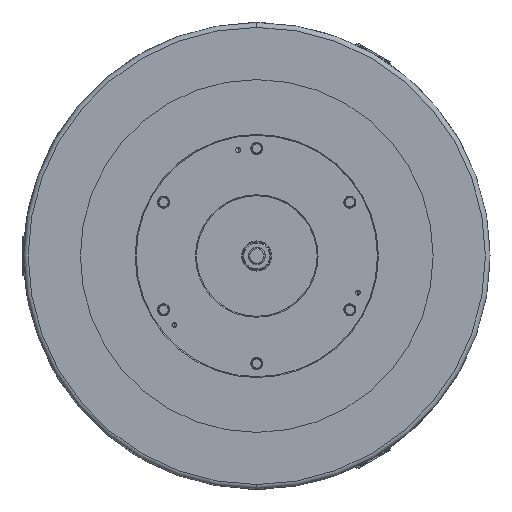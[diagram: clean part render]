
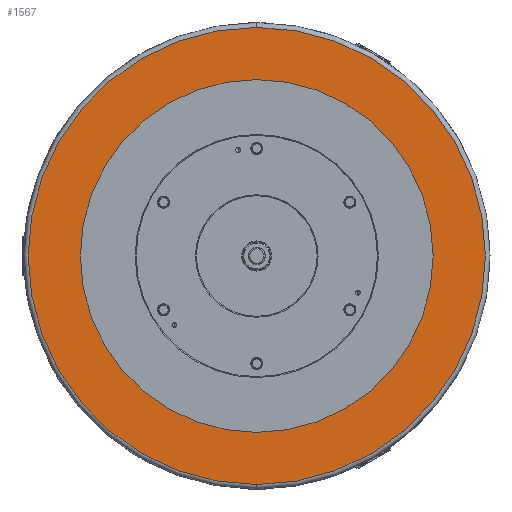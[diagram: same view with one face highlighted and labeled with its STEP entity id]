
A CAD part, left-side view. The second image highlights one B-rep face of the part: STEP entity #1567.
In plain terms, the highlighted planar face has unit normal (-1, 0, 0).
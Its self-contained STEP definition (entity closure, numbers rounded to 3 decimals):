
#4 = CARTESIAN_POINT ( 'NONE',  ( -183., 0., 0. ) ) ;
#146 = DIRECTION ( 'NONE',  ( -1., 0., 0. ) ) ;
#353 = PLANE ( 'NONE',  #17733 ) ;
#1326 = ORIENTED_EDGE ( 'NONE', *, *, #20687, .T. ) ;
#1360 = AXIS2_PLACEMENT_3D ( 'NONE', #4, #146, #2338 ) ;
#1567 = ADVANCED_FACE ( 'NONE', ( #8471, #12821 ), #353, .T. ) ;
#2338 = DIRECTION ( 'NONE',  ( 0., 0., 1. ) ) ;
#3691 = DIRECTION ( 'NONE',  ( 0., 0., 1. ) ) ;
#5156 = DIRECTION ( 'NONE',  ( 1., 0., 0. ) ) ;
#5602 = DIRECTION ( 'NONE',  ( 0., 0., -1. ) ) ;
#5731 = VERTEX_POINT ( 'NONE', #15236 ) ;
#6968 = CARTESIAN_POINT ( 'NONE',  ( -183., 0., 0. ) ) ;
#8292 = CARTESIAN_POINT ( 'NONE',  ( -183., 0., -492.5 ) ) ;
#8471 = FACE_OUTER_BOUND ( 'NONE', #20813, .T. ) ;
#8607 = CARTESIAN_POINT ( 'NONE',  ( -183., 502.5, 0. ) ) ;
#8834 = VERTEX_POINT ( 'NONE', #20588 ) ;
#9299 = CIRCLE ( 'NONE', #9810, 380. ) ;
#9741 = DIRECTION ( 'NONE',  ( 0., 0., -1. ) ) ;
#9810 = AXIS2_PLACEMENT_3D ( 'NONE', #16679, #5156, #5602 ) ;
#10261 = DIRECTION ( 'NONE',  ( 0., 0., 1. ) ) ;
#10589 = CIRCLE ( 'NONE', #1360, 492.5 ) ;
#10887 = CARTESIAN_POINT ( 'NONE',  ( -183., 0., 492.5 ) ) ;
#11372 = VERTEX_POINT ( 'NONE', #10887 ) ;
#11404 = CARTESIAN_POINT ( 'NONE',  ( -183., 0., 0. ) ) ;
#12228 = CIRCLE ( 'NONE', #16003, 380. ) ;
#12409 = ORIENTED_EDGE ( 'NONE', *, *, #21250, .T. ) ;
#12421 = AXIS2_PLACEMENT_3D ( 'NONE', #6968, #18463, #10261 ) ;
#12821 = FACE_BOUND ( 'NONE', #20201, .T. ) ;
#15227 = DIRECTION ( 'NONE',  ( -1., 0., 0. ) ) ;
#15236 = CARTESIAN_POINT ( 'NONE',  ( -183., 0., 380. ) ) ;
#16003 = AXIS2_PLACEMENT_3D ( 'NONE', #11404, #21286, #9741 ) ;
#16679 = CARTESIAN_POINT ( 'NONE',  ( -183., 0., 0. ) ) ;
#16902 = VERTEX_POINT ( 'NONE', #8292 ) ;
#16950 = EDGE_CURVE ( 'NONE', #11372, #16902, #10589, .T. ) ;
#17147 = CIRCLE ( 'NONE', #12421, 492.5 ) ;
#17295 = EDGE_CURVE ( 'NONE', #8834, #5731, #9299, .T. ) ;
#17733 = AXIS2_PLACEMENT_3D ( 'NONE', #8607, #15227, #3691 ) ;
#18463 = DIRECTION ( 'NONE',  ( -1., 0., 0. ) ) ;
#19143 = ORIENTED_EDGE ( 'NONE', *, *, #17295, .T. ) ;
#19681 = ORIENTED_EDGE ( 'NONE', *, *, #16950, .T. ) ;
#20201 = EDGE_LOOP ( 'NONE', ( #19143, #12409 ) ) ;
#20588 = CARTESIAN_POINT ( 'NONE',  ( -183., 0., -380. ) ) ;
#20687 = EDGE_CURVE ( 'NONE', #16902, #11372, #17147, .T. ) ;
#20813 = EDGE_LOOP ( 'NONE', ( #19681, #1326 ) ) ;
#21250 = EDGE_CURVE ( 'NONE', #5731, #8834, #12228, .T. ) ;
#21286 = DIRECTION ( 'NONE',  ( 1., 0., 0. ) ) ;
